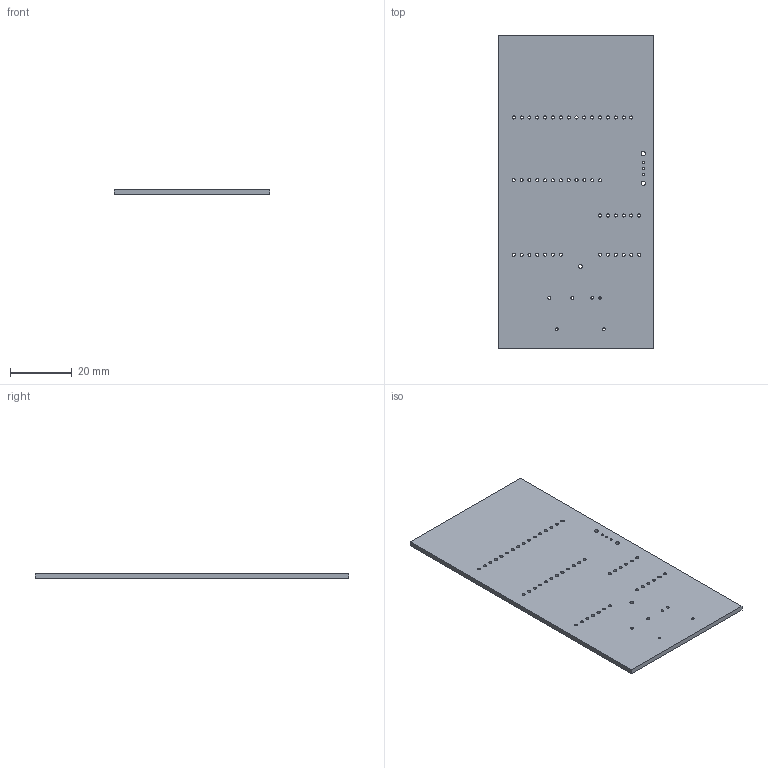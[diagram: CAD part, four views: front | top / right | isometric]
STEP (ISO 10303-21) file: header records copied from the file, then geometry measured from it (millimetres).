
FILE_DESCRIPTION(/* description */ (''),/* implementation_level */ '2;1');
FILE_NAME(/* name */ 'FlightComputer v6.step',/* time_stamp */ '2022-09-29T12:29:42-04:00',/* author */ (''),/* organization */ (''),/* preprocessor_version */ 'ST-DEVELOPER v19',/* originating_system */ 'Autodesk Translation Framework v11.7.0.108',/* authorisation */ '');
FILE_SCHEMA (('AUTOMOTIVE_DESIGN { 1 0 10303 214 3 1 1 }'));
Length unit declared in the file: millimetre
Products named in the file (2): FlightComputer; Board
Assembly tree (1 placements, depth 2):
  FlightComputer
    Board
Bounding box: 50.47 x 101.59 x 1.57 mm (x, y, z)
Volume: 7977.4 mm3; surface area: 10928.1 mm2
Topology: 1 solids, 1 shells, 65 faces, 189 edges, 126 vertices
Faces by surface type: cylinder 59, plane 6
Full cylindrical faces by diameter (mm): 0.7 x3, 0.813 x4, 1 x47, 1.016 x2, 1.27 x1, 1.4 x2
Entity records: 2526 total; most frequent: DIRECTION 445, CARTESIAN_POINT 384, ORIENTED_EDGE 378, EDGE_CURVE 189, AXIS2_PLACEMENT_3D 187, EDGE_LOOP 183, VERTEX_POINT 126, FACE_BOUND 118
